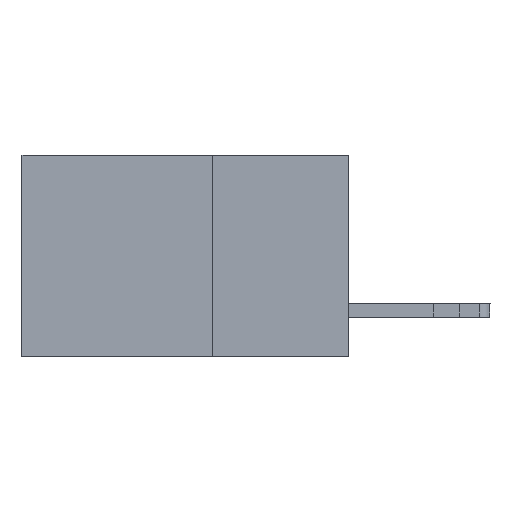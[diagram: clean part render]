
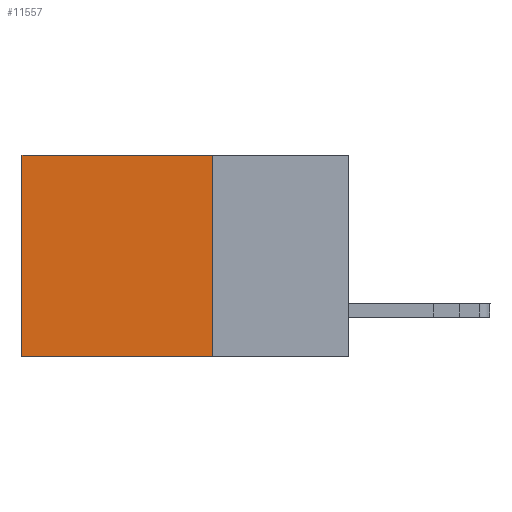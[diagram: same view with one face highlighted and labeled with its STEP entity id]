
A CAD part, left-side view. The second image highlights one B-rep face of the part: STEP entity #11557.
In plain terms, the highlighted planar face has unit normal (-1, 0, 0).
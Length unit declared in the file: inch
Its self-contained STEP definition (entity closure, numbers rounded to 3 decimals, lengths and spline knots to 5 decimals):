
#90 = DIRECTION ( 'NONE',  ( 0., 0., -1. ) ) ;
#612 = VERTEX_POINT ( 'NONE', #1522 ) ;
#1063 = DIRECTION ( 'NONE',  ( 0., 1., 0. ) ) ;
#1522 = CARTESIAN_POINT ( 'NONE',  ( 0.298, 0.6, -0.37 ) ) ;
#1712 = DIRECTION ( 'NONE',  ( 0., 0., -1. ) ) ;
#1996 = CARTESIAN_POINT ( 'NONE',  ( 0.298, 0.6, 0. ) ) ;
#2332 = DIRECTION ( 'NONE',  ( 1., 0., 0. ) ) ;
#2657 = CARTESIAN_POINT ( 'NONE',  ( 0.298, 0.25, 0. ) ) ;
#2876 = ORIENTED_EDGE ( 'NONE', *, *, #17581, .F. ) ;
#3334 = VECTOR ( 'NONE', #1063, 39.37008 ) ;
#3574 = EDGE_LOOP ( 'NONE', ( #5028, #16686, #2876, #5112 ) ) ;
#4571 = VERTEX_POINT ( 'NONE', #2657 ) ;
#4809 = DIRECTION ( 'NONE',  ( 0., 0., -1. ) ) ;
#5004 = CARTESIAN_POINT ( 'NONE',  ( 0.298, 0.25, -0.37 ) ) ;
#5028 = ORIENTED_EDGE ( 'NONE', *, *, #6601, .T. ) ;
#5112 = ORIENTED_EDGE ( 'NONE', *, *, #17206, .T. ) ;
#6001 = VECTOR ( 'NONE', #17285, 39.37008 ) ;
#6011 = LINE ( 'NONE', #1996, #15933 ) ;
#6194 = LINE ( 'NONE', #11848, #6001 ) ;
#6601 = EDGE_CURVE ( 'NONE', #17998, #612, #6011, .T. ) ;
#6621 = PLANE ( 'NONE',  #17763 ) ;
#7386 = CARTESIAN_POINT ( 'NONE',  ( 0.298, 0.25, 0. ) ) ;
#7692 = CARTESIAN_POINT ( 'NONE',  ( 0.298, 0.6, 0. ) ) ;
#7787 = VECTOR ( 'NONE', #1712, 39.37008 ) ;
#10792 = FACE_OUTER_BOUND ( 'NONE', #3574, .T. ) ;
#11150 = EDGE_CURVE ( 'NONE', #14317, #612, #14809, .T. ) ;
#11471 = LINE ( 'NONE', #7386, #7787 ) ;
#11557 = ADVANCED_FACE ( 'NONE', ( #10792 ), #6621, .F. ) ;
#11848 = CARTESIAN_POINT ( 'NONE',  ( 0.298, 0.25, 0. ) ) ;
#12272 = CARTESIAN_POINT ( 'NONE',  ( 0.298, 0.25, 0. ) ) ;
#13129 = CARTESIAN_POINT ( 'NONE',  ( 0.298, 0.25, -0.37 ) ) ;
#14317 = VERTEX_POINT ( 'NONE', #13129 ) ;
#14809 = LINE ( 'NONE', #5004, #3334 ) ;
#15933 = VECTOR ( 'NONE', #4809, 39.37008 ) ;
#16686 = ORIENTED_EDGE ( 'NONE', *, *, #11150, .F. ) ;
#17206 = EDGE_CURVE ( 'NONE', #4571, #17998, #6194, .T. ) ;
#17285 = DIRECTION ( 'NONE',  ( 0., 1., 0. ) ) ;
#17581 = EDGE_CURVE ( 'NONE', #4571, #14317, #11471, .T. ) ;
#17763 = AXIS2_PLACEMENT_3D ( 'NONE', #12272, #2332, #90 ) ;
#17998 = VERTEX_POINT ( 'NONE', #7692 ) ;
